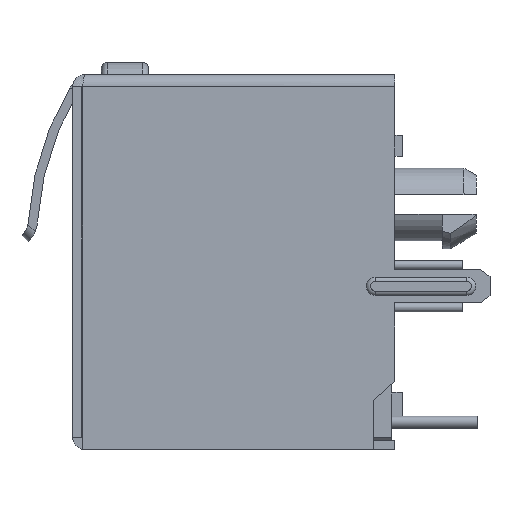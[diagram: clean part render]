
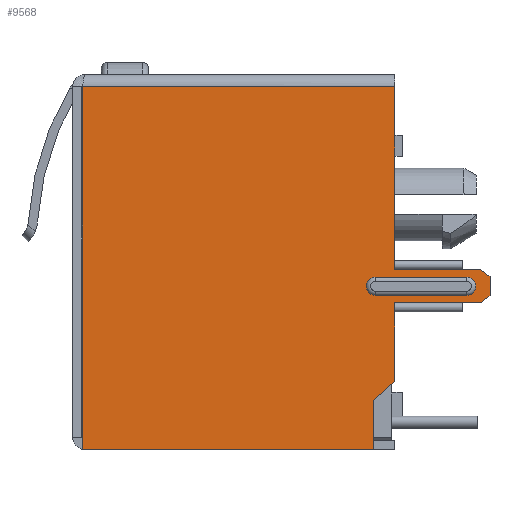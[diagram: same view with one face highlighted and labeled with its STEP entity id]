
A CAD part, left-side view. The second image highlights one B-rep face of the part: STEP entity #9568.
In plain terms, the highlighted planar face has unit normal (-1, 0, 0).
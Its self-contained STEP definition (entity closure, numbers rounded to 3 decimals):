
#2 = LINE ( 'NONE', #926, #3136 ) ;
#97 = VECTOR ( 'NONE', #4283, 1000. ) ;
#234 = CARTESIAN_POINT ( 'NONE',  ( -8.255, -2.96, -1.077 ) ) ;
#244 = LINE ( 'NONE', #2666, #97 ) ;
#326 = CARTESIAN_POINT ( 'NONE',  ( -8.255, 0.063, -0.762 ) ) ;
#376 = DIRECTION ( 'NONE',  ( 1., 0., 0. ) ) ;
#379 = LINE ( 'NONE', #2461, #7526 ) ;
#424 = CARTESIAN_POINT ( 'NONE',  ( -8.255, -3.556, -2.159 ) ) ;
#452 = CARTESIAN_POINT ( 'NONE',  ( -8.255, 0.878, -1.844 ) ) ;
#471 = ORIENTED_EDGE ( 'NONE', *, *, #2214, .F. ) ;
#565 = CARTESIAN_POINT ( 'NONE',  ( -8.255, 0., 0. ) ) ;
#638 = VERTEX_POINT ( 'NONE', #5319 ) ;
#754 = CARTESIAN_POINT ( 'NONE',  ( -8.255, -2.96, -1.844 ) ) ;
#762 = EDGE_LOOP ( 'NONE', ( #3145, #3403, #4893, #8763, #471, #7214, #6825, #6844, #10296, #5183, #3088, #1255 ) ) ;
#831 = EDGE_CURVE ( 'NONE', #3214, #7489, #5182, .T. ) ;
#842 = VERTEX_POINT ( 'NONE', #7285 ) ;
#926 = CARTESIAN_POINT ( 'NONE',  ( -8.255, 0., 6.922 ) ) ;
#1139 = EDGE_CURVE ( 'NONE', #1544, #1457, #3737, .T. ) ;
#1255 = ORIENTED_EDGE ( 'NONE', *, *, #10760, .T. ) ;
#1359 = VECTOR ( 'NONE', #3521, 1000. ) ;
#1377 = EDGE_CURVE ( 'NONE', #9365, #9876, #379, .T. ) ;
#1423 = CARTESIAN_POINT ( 'NONE',  ( -8.255, -2.96, -1.461 ) ) ;
#1455 = DIRECTION ( 'NONE',  ( 0., 0., -1. ) ) ;
#1457 = VERTEX_POINT ( 'NONE', #9086 ) ;
#1544 = VERTEX_POINT ( 'NONE', #452 ) ;
#1565 = VECTOR ( 'NONE', #7404, 1000. ) ;
#1633 = EDGE_CURVE ( 'NONE', #842, #9616, #6714, .T. ) ;
#1644 = EDGE_LOOP ( 'NONE', ( #9638, #8378, #8826, #4427 ) ) ;
#1760 = VECTOR ( 'NONE', #10705, 1000. ) ;
#1801 = LINE ( 'NONE', #326, #3996 ) ;
#1993 = CARTESIAN_POINT ( 'NONE',  ( -8.255, 0.063, -0.762 ) ) ;
#2043 = VERTEX_POINT ( 'NONE', #1993 ) ;
#2115 = DIRECTION ( 'NONE',  ( -1., 0., 0. ) ) ;
#2126 = AXIS2_PLACEMENT_3D ( 'NONE', #7950, #376, #2878 ) ;
#2158 = FACE_BOUND ( 'NONE', #1644, .T. ) ;
#2214 = EDGE_CURVE ( 'NONE', #9876, #8789, #6381, .T. ) ;
#2227 = DIRECTION ( 'NONE',  ( 0., 0., -1. ) ) ;
#2461 = CARTESIAN_POINT ( 'NONE',  ( -8.255, -3.556, -0.762 ) ) ;
#2606 = VECTOR ( 'NONE', #5770, 1000. ) ;
#2666 = CARTESIAN_POINT ( 'NONE',  ( -8.255, 0.951, -6.255 ) ) ;
#2753 = DIRECTION ( 'NONE',  ( 0., 1., 0. ) ) ;
#2823 = FACE_OUTER_BOUND ( 'NONE', #762, .T. ) ;
#2878 = DIRECTION ( 'NONE',  ( 0., 0., -1. ) ) ;
#3088 = ORIENTED_EDGE ( 'NONE', *, *, #6224, .T. ) ;
#3125 = VECTOR ( 'NONE', #2753, 1000. ) ;
#3136 = VECTOR ( 'NONE', #5983, 1000. ) ;
#3145 = ORIENTED_EDGE ( 'NONE', *, *, #831, .T. ) ;
#3177 = VERTEX_POINT ( 'NONE', #424 ) ;
#3214 = VERTEX_POINT ( 'NONE', #10473 ) ;
#3329 = EDGE_CURVE ( 'NONE', #9944, #8241, #6107, .T. ) ;
#3403 = ORIENTED_EDGE ( 'NONE', *, *, #5793, .T. ) ;
#3409 = DIRECTION ( 'NONE',  ( 0., -1., 0. ) ) ;
#3500 = EDGE_CURVE ( 'NONE', #2043, #638, #9813, .T. ) ;
#3521 = DIRECTION ( 'NONE',  ( 0., 0., 1. ) ) ;
#3737 = CIRCLE ( 'NONE', #2126, 0.384 ) ;
#3953 = VECTOR ( 'NONE', #5604, 1000. ) ;
#3996 = VECTOR ( 'NONE', #7830, 1000. ) ;
#4235 = CARTESIAN_POINT ( 'NONE',  ( -8.255, 0.063, -5.455 ) ) ;
#4283 = DIRECTION ( 'NONE',  ( 0., 0., 1. ) ) ;
#4427 = ORIENTED_EDGE ( 'NONE', *, *, #3329, .T. ) ;
#4446 = LINE ( 'NONE', #6187, #1359 ) ;
#4607 = EDGE_CURVE ( 'NONE', #1457, #9944, #6454, .T. ) ;
#4871 = CARTESIAN_POINT ( 'NONE',  ( -8.255, -3.556, -2.159 ) ) ;
#4893 = ORIENTED_EDGE ( 'NONE', *, *, #9106, .F. ) ;
#4924 = CARTESIAN_POINT ( 'NONE',  ( -8.255, -2.96, -1.844 ) ) ;
#4929 = CARTESIAN_POINT ( 'NONE',  ( -8.255, -2.96, -1.077 ) ) ;
#5182 = LINE ( 'NONE', #7309, #8494 ) ;
#5183 = ORIENTED_EDGE ( 'NONE', *, *, #1633, .F. ) ;
#5319 = CARTESIAN_POINT ( 'NONE',  ( -8.255, 0.063, 6.922 ) ) ;
#5565 = CARTESIAN_POINT ( 'NONE',  ( -8.255, 13.172, 0. ) ) ;
#5604 = DIRECTION ( 'NONE',  ( 0., 0., 1. ) ) ;
#5759 = CARTESIAN_POINT ( 'NONE',  ( -8.255, -3.937, -1.867 ) ) ;
#5770 = DIRECTION ( 'NONE',  ( 0., 0., -1. ) ) ;
#5793 = EDGE_CURVE ( 'NONE', #7489, #9929, #4446, .T. ) ;
#5983 = DIRECTION ( 'NONE',  ( 0., -1., 0. ) ) ;
#5996 = DIRECTION ( 'NONE',  ( 0., 0., 1. ) ) ;
#6107 = CIRCLE ( 'NONE', #10164, 0.384 ) ;
#6114 = LINE ( 'NONE', #10158, #3125 ) ;
#6187 = CARTESIAN_POINT ( 'NONE',  ( -8.255, 0.063, 7.049 ) ) ;
#6224 = EDGE_CURVE ( 'NONE', #842, #9595, #6421, .T. ) ;
#6381 = LINE ( 'NONE', #8322, #2606 ) ;
#6421 = LINE ( 'NONE', #10242, #10649 ) ;
#6454 = LINE ( 'NONE', #4929, #1760 ) ;
#6466 = DIRECTION ( 'NONE',  ( 1., 0., 0. ) ) ;
#6518 = DIRECTION ( 'NONE',  ( 0., 0.793, -0.609 ) ) ;
#6545 = DIRECTION ( 'NONE',  ( 0., -0.743, 0.67 ) ) ;
#6714 = LINE ( 'NONE', #5565, #3953 ) ;
#6825 = ORIENTED_EDGE ( 'NONE', *, *, #8442, .F. ) ;
#6844 = ORIENTED_EDGE ( 'NONE', *, *, #3500, .T. ) ;
#7214 = ORIENTED_EDGE ( 'NONE', *, *, #1377, .F. ) ;
#7285 = CARTESIAN_POINT ( 'NONE',  ( -8.255, 13.172, -8.318 ) ) ;
#7309 = CARTESIAN_POINT ( 'NONE',  ( -8.255, 0.063, -5.455 ) ) ;
#7404 = DIRECTION ( 'NONE',  ( 0., 1., 0. ) ) ;
#7467 = EDGE_CURVE ( 'NONE', #8241, #1544, #10751, .T. ) ;
#7489 = VERTEX_POINT ( 'NONE', #4235 ) ;
#7526 = VECTOR ( 'NONE', #8317, 1000. ) ;
#7585 = EDGE_CURVE ( 'NONE', #9616, #638, #2, .T. ) ;
#7716 = CARTESIAN_POINT ( 'NONE',  ( -8.255, 0.063, 7.049 ) ) ;
#7830 = DIRECTION ( 'NONE',  ( 0., -1., 0. ) ) ;
#7849 = EDGE_CURVE ( 'NONE', #8789, #3177, #9046, .T. ) ;
#7892 = CARTESIAN_POINT ( 'NONE',  ( -8.255, -3.556, -0.762 ) ) ;
#7950 = CARTESIAN_POINT ( 'NONE',  ( -8.255, 0.878, -1.461 ) ) ;
#8195 = CARTESIAN_POINT ( 'NONE',  ( -8.255, 13.172, 6.922 ) ) ;
#8241 = VERTEX_POINT ( 'NONE', #754 ) ;
#8317 = DIRECTION ( 'NONE',  ( 0., -0.793, -0.609 ) ) ;
#8322 = CARTESIAN_POINT ( 'NONE',  ( -8.255, -3.937, -1.054 ) ) ;
#8378 = ORIENTED_EDGE ( 'NONE', *, *, #1139, .T. ) ;
#8442 = EDGE_CURVE ( 'NONE', #2043, #9365, #1801, .T. ) ;
#8494 = VECTOR ( 'NONE', #6545, 1000. ) ;
#8505 = CARTESIAN_POINT ( 'NONE',  ( -8.255, 0.063, -2.159 ) ) ;
#8589 = AXIS2_PLACEMENT_3D ( 'NONE', #565, #2115, #2227 ) ;
#8759 = VECTOR ( 'NONE', #5996, 1000. ) ;
#8763 = ORIENTED_EDGE ( 'NONE', *, *, #7849, .F. ) ;
#8789 = VERTEX_POINT ( 'NONE', #5759 ) ;
#8826 = ORIENTED_EDGE ( 'NONE', *, *, #4607, .T. ) ;
#8880 = PLANE ( 'NONE',  #8589 ) ;
#8925 = VECTOR ( 'NONE', #6518, 1000. ) ;
#9046 = LINE ( 'NONE', #4871, #8925 ) ;
#9086 = CARTESIAN_POINT ( 'NONE',  ( -8.255, 0.878, -1.077 ) ) ;
#9106 = EDGE_CURVE ( 'NONE', #3177, #9929, #6114, .T. ) ;
#9365 = VERTEX_POINT ( 'NONE', #7892 ) ;
#9568 = ADVANCED_FACE ( 'NONE', ( #2823, #2158 ), #8880, .T. ) ;
#9595 = VERTEX_POINT ( 'NONE', #9788 ) ;
#9616 = VERTEX_POINT ( 'NONE', #8195 ) ;
#9638 = ORIENTED_EDGE ( 'NONE', *, *, #7467, .T. ) ;
#9788 = CARTESIAN_POINT ( 'NONE',  ( -8.255, 0.951, -8.318 ) ) ;
#9813 = LINE ( 'NONE', #7716, #8759 ) ;
#9876 = VERTEX_POINT ( 'NONE', #10225 ) ;
#9929 = VERTEX_POINT ( 'NONE', #8505 ) ;
#9944 = VERTEX_POINT ( 'NONE', #234 ) ;
#10158 = CARTESIAN_POINT ( 'NONE',  ( -8.255, 0.063, -2.159 ) ) ;
#10164 = AXIS2_PLACEMENT_3D ( 'NONE', #1423, #6466, #1455 ) ;
#10225 = CARTESIAN_POINT ( 'NONE',  ( -8.255, -3.937, -1.054 ) ) ;
#10242 = CARTESIAN_POINT ( 'NONE',  ( -8.255, 0.063, -8.318 ) ) ;
#10296 = ORIENTED_EDGE ( 'NONE', *, *, #7585, .F. ) ;
#10473 = CARTESIAN_POINT ( 'NONE',  ( -8.255, 0.951, -6.255 ) ) ;
#10649 = VECTOR ( 'NONE', #3409, 1000. ) ;
#10705 = DIRECTION ( 'NONE',  ( 0., -1., 0. ) ) ;
#10751 = LINE ( 'NONE', #4924, #1565 ) ;
#10760 = EDGE_CURVE ( 'NONE', #9595, #3214, #244, .T. ) ;
